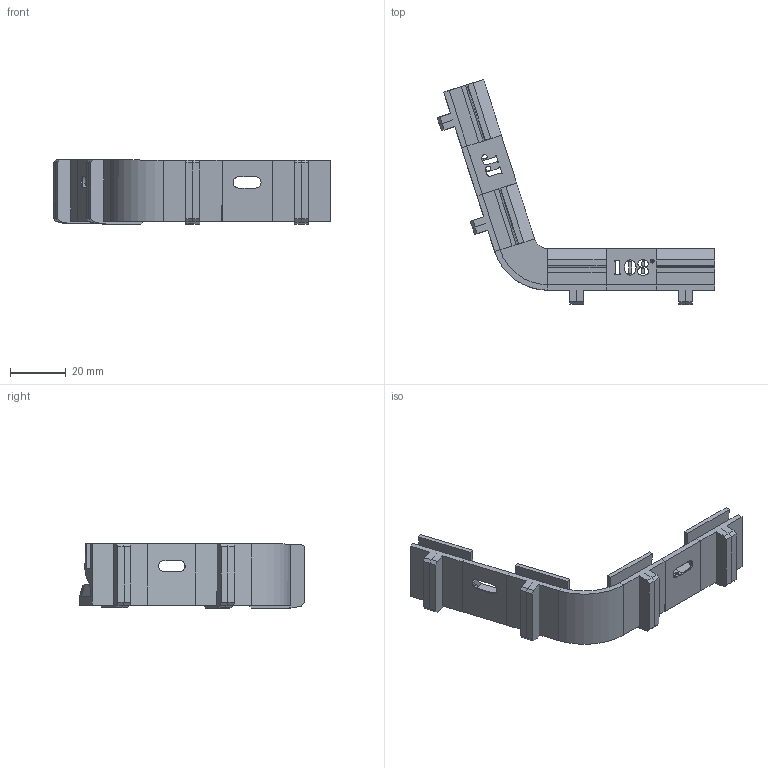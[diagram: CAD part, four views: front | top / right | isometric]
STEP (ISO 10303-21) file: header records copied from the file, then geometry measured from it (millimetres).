
FILE_DESCRIPTION(('Open CASCADE Model'),'2;1');
FILE_NAME('Open CASCADE Shape Model','2022-09-13T20:58:54',('Author'),( 'Open CASCADE'),'Open CASCADE STEP processor 7.5','Open CASCADE 7.5' ,'Unknown');
FILE_SCHEMA(('AUTOMOTIVE_DESIGN { 1 0 10303 214 1 1 1 1 }'));
Length unit declared in the file: millimetre
Products named in the file (17): CQ assembly; a23be99c-33a6-11ed-80da-0242ac110002; a23be99c-33a6-11ed-80da-0242ac110002_part; g0; g0_part; l1; l1_part; g1; g1_part; l0; l0_part; g2; g2_part; l2; l2_part; g3; g3_part
Assembly tree (16 placements, depth 4):
  CQ assembly
    a23be99c-33a6-11ed-80da-0242ac110002
      a23be99c-33a6-11ed-80da-0242ac110002_part
      g0
        g0_part
      l1
        l1_part
      g1
        g1_part
      l0
        l0_part
      g2
        g2_part
      l2
        l2_part
      g3
        g3_part
Bounding box: 99.56 x 80.75 x 23.19 mm (x, y, z)
Volume: 17952.4 mm3; surface area: 17568.1 mm2
Topology: 8 solids, 8 shells, 337 faces, 939 edges, 618 vertices
Faces by surface type: plane 216, extrusion 110, cylinder 7, cone 4
Entity records: 25817 total; most frequent: CARTESIAN_POINT 7724, DIRECTION 2803, VECTOR 2269, LINE 2159, ORIENTED_EDGE 1886, PCURVE 1886, DEFINITIONAL_REPRESENTATION 1886, EDGE_CURVE 943
